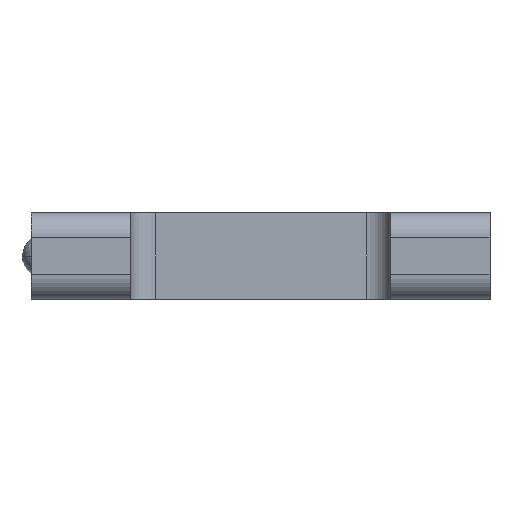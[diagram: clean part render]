
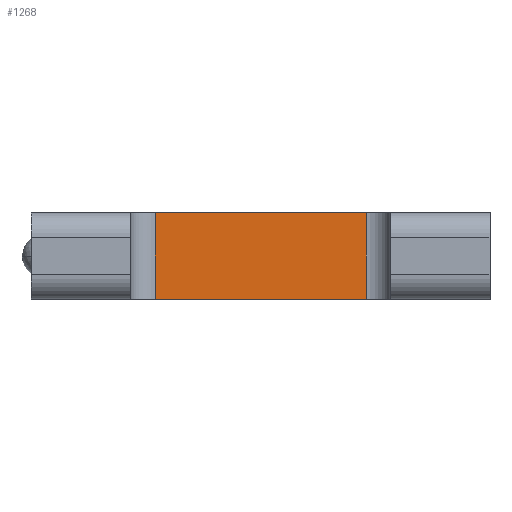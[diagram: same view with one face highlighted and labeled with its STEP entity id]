
A CAD part, front view. The second image highlights one B-rep face of the part: STEP entity #1268.
In plain terms, the highlighted planar face has unit normal (0, -1, 0).
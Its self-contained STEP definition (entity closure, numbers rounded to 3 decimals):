
#22 = CARTESIAN_POINT ( 'NONE',  ( 27., 9., 0. ) ) ;
#39 = CARTESIAN_POINT ( 'NONE',  ( 0., 9., 7. ) ) ;
#90 = VECTOR ( 'NONE', #312, 1000. ) ;
#117 = CARTESIAN_POINT ( 'NONE',  ( 27., 9., 7. ) ) ;
#191 = DIRECTION ( 'NONE',  ( 0., 0., -1. ) ) ;
#312 = DIRECTION ( 'NONE',  ( 0., 0., -1. ) ) ;
#326 = CARTESIAN_POINT ( 'NONE',  ( 27., 9., 7. ) ) ;
#386 = VECTOR ( 'NONE', #937, 1000. ) ;
#389 = EDGE_CURVE ( 'NONE', #1015, #1583, #1493, .T. ) ;
#417 = ORIENTED_EDGE ( 'NONE', *, *, #733, .F. ) ;
#422 = CARTESIAN_POINT ( 'NONE',  ( 10., 9., 7. ) ) ;
#430 = VECTOR ( 'NONE', #1289, 1000. ) ;
#634 = LINE ( 'NONE', #1283, #430 ) ;
#681 = VERTEX_POINT ( 'NONE', #117 ) ;
#696 = CARTESIAN_POINT ( 'NONE',  ( 10., 9., 7. ) ) ;
#709 = VECTOR ( 'NONE', #191, 1000. ) ;
#733 = EDGE_CURVE ( 'NONE', #814, #1583, #634, .T. ) ;
#790 = PLANE ( 'NONE',  #1529 ) ;
#807 = EDGE_CURVE ( 'NONE', #681, #1015, #1513, .T. ) ;
#814 = VERTEX_POINT ( 'NONE', #22 ) ;
#835 = ORIENTED_EDGE ( 'NONE', *, *, #1536, .F. ) ;
#850 = ORIENTED_EDGE ( 'NONE', *, *, #807, .T. ) ;
#921 = DIRECTION ( 'NONE',  ( 0., 0., -1. ) ) ;
#937 = DIRECTION ( 'NONE',  ( -1., 0., 0. ) ) ;
#1015 = VERTEX_POINT ( 'NONE', #696 ) ;
#1039 = DIRECTION ( 'NONE',  ( 0., -1., 0. ) ) ;
#1143 = FACE_OUTER_BOUND ( 'NONE', #1343, .T. ) ;
#1178 = LINE ( 'NONE', #326, #709 ) ;
#1258 = CARTESIAN_POINT ( 'NONE',  ( 10., 9., 0. ) ) ;
#1268 = ADVANCED_FACE ( 'NONE', ( #1143 ), #790, .T. ) ;
#1283 = CARTESIAN_POINT ( 'NONE',  ( 0., 9., 0. ) ) ;
#1289 = DIRECTION ( 'NONE',  ( -1., 0., 0. ) ) ;
#1301 = CARTESIAN_POINT ( 'NONE',  ( 0., 9., 7. ) ) ;
#1343 = EDGE_LOOP ( 'NONE', ( #417, #835, #850, #1684 ) ) ;
#1493 = LINE ( 'NONE', #422, #90 ) ;
#1513 = LINE ( 'NONE', #39, #386 ) ;
#1529 = AXIS2_PLACEMENT_3D ( 'NONE', #1301, #1039, #921 ) ;
#1536 = EDGE_CURVE ( 'NONE', #681, #814, #1178, .T. ) ;
#1583 = VERTEX_POINT ( 'NONE', #1258 ) ;
#1684 = ORIENTED_EDGE ( 'NONE', *, *, #389, .T. ) ;
